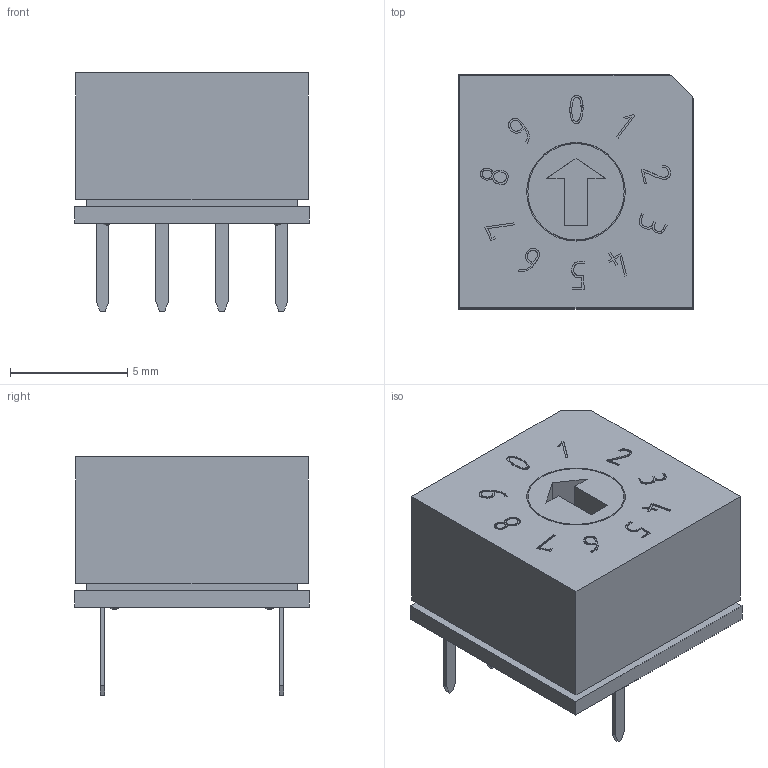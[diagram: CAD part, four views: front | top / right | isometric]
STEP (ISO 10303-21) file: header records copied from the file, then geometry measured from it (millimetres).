
FILE_DESCRIPTION(/* description */ ('Unknown'),/* implementation_level */ '2;1');
FILE_NAME(/* name */ 'SW_Wurth_WS-ROTV_428517310910',/* time_stamp */ '2025-09-17T17:32:21+08:00',/* author */ ('Unknown'),/* organization */ ('Unknown'),/* preprocessor_version */ 'ST-DEVELOPER v19.4',/* originating_system */ 'Solid Edge',/* authorisation */ 'Unknown');
FILE_SCHEMA (('AUTOMOTIVE_DESIGN {1 0 10303 214 3 1 1}'));
Length unit declared in the file: millimetre
Products named in the file (2): SW_Wurth_WS-ROTV_428517310910
Assembly tree (1 placements, depth 2):
  SW_Wurth_WS-ROTV_428517310910
    SW_Wurth_WS-ROTV_428517310910
Bounding box: 10 x 10 x 10.15 mm (x, y, z)
Volume: 613.5 mm3; surface area: 617.1 mm2
Topology: 1 solids, 1 shells, 163 faces, 401 edges, 267 vertices
Faces by surface type: plane 129, bspline 28, torus 4, cylinder 2
Full cylindrical faces by diameter (mm): 4.1 x1, 4.2 x1
Entity records: 6513 total; most frequent: CARTESIAN_POINT 1696, ORIENTED_EDGE 776, DIRECTION 618, EDGE_CURVE 388, LINE 320, VECTOR 320, VERTEX_POINT 264, EDGE_LOOP 200
